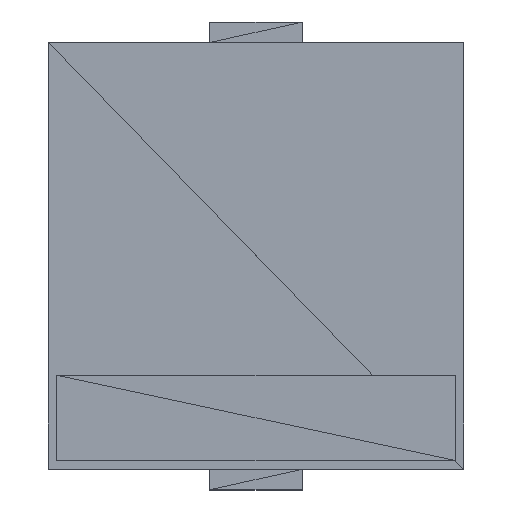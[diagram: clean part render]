
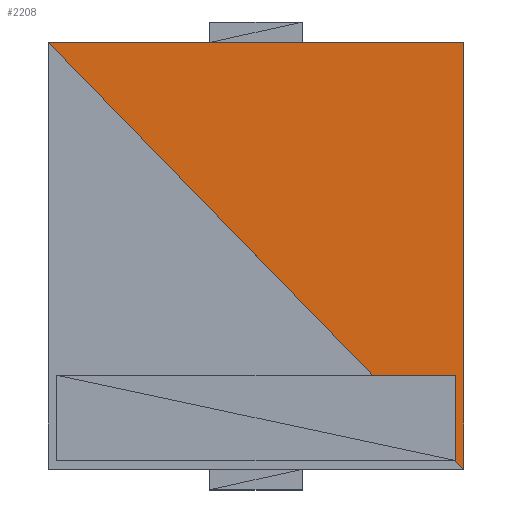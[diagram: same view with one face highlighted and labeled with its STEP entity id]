
A CAD part, top view. The second image highlights one B-rep face of the part: STEP entity #2208.
In plain terms, the highlighted planar face has unit normal (0, 0, 1).
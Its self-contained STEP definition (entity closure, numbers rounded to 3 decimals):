
#48=FACE_OUTER_BOUND('',#156,.T.);
#156=EDGE_LOOP('',(#1626,#1627,#1628));
#330=LINE('',#3404,#654);
#331=LINE('',#3406,#655);
#332=LINE('',#3407,#656);
#654=VECTOR('',#2793,1.);
#655=VECTOR('',#2794,1.);
#656=VECTOR('',#2795,1.);
#978=VERTEX_POINT('',#3402);
#979=VERTEX_POINT('',#3403);
#980=VERTEX_POINT('',#3405);
#1302=EDGE_CURVE('',#978,#979,#330,.T.);
#1303=EDGE_CURVE('',#980,#978,#331,.T.);
#1304=EDGE_CURVE('',#979,#980,#332,.T.);
#1626=ORIENTED_EDGE('',*,*,#1302,.F.);
#1627=ORIENTED_EDGE('',*,*,#1303,.F.);
#1628=ORIENTED_EDGE('',*,*,#1304,.F.);
#1884=PLANE('',#2546);
#2208=ADVANCED_FACE('',(#48),#1884,.F.);
#2546=AXIS2_PLACEMENT_3D('',#3401,#2791,#2792);
#2791=DIRECTION('center_axis',(0.,0.,-1.));
#2792=DIRECTION('ref_axis',(0.717,0.697,0.));
#2793=DIRECTION('',(-1.,0.,0.));
#2794=DIRECTION('',(0.,-1.,0.));
#2795=DIRECTION('',(0.717,0.697,0.));
#3401=CARTESIAN_POINT('Origin',(1.645,-1.6,1.499));
#3402=CARTESIAN_POINT('',(1.645,-1.6,1.499));
#3403=CARTESIAN_POINT('',(-1.645,-1.6,1.499));
#3404=CARTESIAN_POINT('',(1.645,-1.6,1.499));
#3405=CARTESIAN_POINT('',(1.645,1.6,1.499));
#3406=CARTESIAN_POINT('',(1.645,1.6,1.499));
#3407=CARTESIAN_POINT('',(-1.645,-1.6,1.499));
